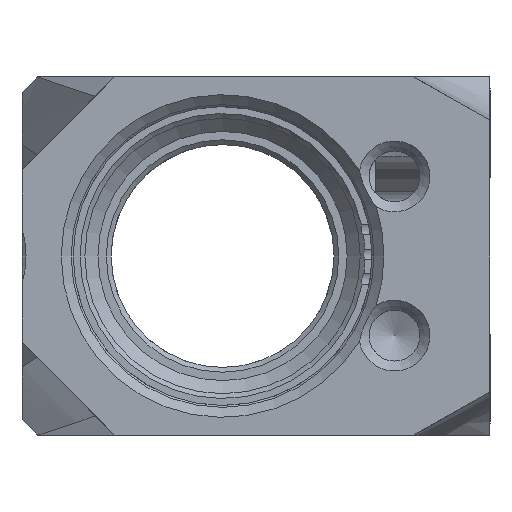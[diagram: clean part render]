
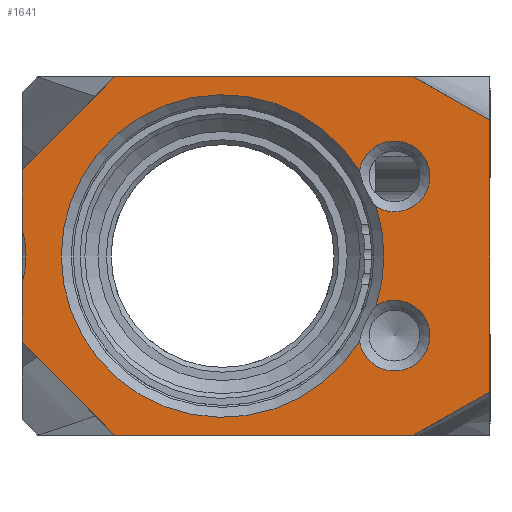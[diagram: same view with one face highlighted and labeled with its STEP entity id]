
A CAD part, left-side view. The second image highlights one B-rep face of the part: STEP entity #1641.
In plain terms, the highlighted planar face has unit normal (-1, 0, 0).
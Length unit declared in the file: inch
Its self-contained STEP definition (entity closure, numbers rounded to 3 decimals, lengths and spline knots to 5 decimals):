
#1418=CARTESIAN_POINT('',(-8.67,0.63,0.08702));
#1419=VERTEX_POINT('',#1418);
#1442=CARTESIAN_POINT('',(-8.67,0.63,-0.08702));
#1443=VERTEX_POINT('',#1442);
#1457=CARTESIAN_POINT('',(-8.67,0.925,0.0));
#1458=DIRECTION('',(1.0,0.0,0.0));
#1459=DIRECTION('',(0.0,0.0,-1.0));
#1460=AXIS2_PLACEMENT_3D('',#1457,#1458,#1459);
#1461=CIRCLE('',#1460,0.30757);
#1462=EDGE_CURVE('',#1419,#1443,#1461,.T.);
#1496=CARTESIAN_POINT('',(-8.67,0.63,-0.27075));
#1497=VERTEX_POINT('',#1496);
#1504=CARTESIAN_POINT('',(-8.67,0.63,-0.27075));
#1505=DIRECTION('',(0.0,0.0,1.0));
#1506=VECTOR('',#1505,0.18373);
#1507=LINE('',#1504,#1506);
#1508=EDGE_CURVE('',#1497,#1443,#1507,.T.);
#1521=CARTESIAN_POINT('',(-8.67,0.63,0.27075));
#1522=VERTEX_POINT('',#1521);
#1523=CARTESIAN_POINT('',(-8.67,0.63,0.08702));
#1524=DIRECTION('',(0.0,0.0,1.0));
#1525=VECTOR('',#1524,0.18373);
#1526=LINE('',#1523,#1525);
#1527=EDGE_CURVE('',#1419,#1522,#1526,.T.);
#1539=CARTESIAN_POINT('',(-8.67,-0.11359,0.));
#1540=DIRECTION('',(1.0,0.0,0.0));
#1541=DIRECTION('',(0.0,0.0,-1.0));
#1542=AXIS2_PLACEMENT_3D('',#1539,#1540,#1541);
#1543=PLANE('',#1542);
#1544=ORIENTED_EDGE('',*,*,#1462,.T.);
#1545=ORIENTED_EDGE('',*,*,#1508,.F.);
#1546=CARTESIAN_POINT('',(-8.67,0.33825,-0.5625));
#1547=VERTEX_POINT('',#1546);
#1548=CARTESIAN_POINT('',(-8.67,0.63,-0.27075));
#1549=DIRECTION('',(0.0,-0.707,-0.707));
#1550=VECTOR('',#1549,0.4126);
#1551=LINE('',#1548,#1550);
#1552=EDGE_CURVE('',#1497,#1547,#1551,.T.);
#1553=ORIENTED_EDGE('',*,*,#1552,.T.);
#1554=CARTESIAN_POINT('',(-8.67,-0.6,-0.5625));
#1555=VERTEX_POINT('',#1554);
#1556=CARTESIAN_POINT('',(-8.67,-0.6,-0.5625));
#1557=DIRECTION('',(0.0,1.0,0.0));
#1558=VECTOR('',#1557,0.93825);
#1559=LINE('',#1556,#1558);
#1560=EDGE_CURVE('',#1555,#1547,#1559,.T.);
#1561=ORIENTED_EDGE('',*,*,#1560,.F.);
#1562=CARTESIAN_POINT('',(-8.67,-0.84,-0.4275));
#1563=VERTEX_POINT('',#1562);
#1564=CARTESIAN_POINT('',(-8.67,-0.6,-0.5625));
#1565=DIRECTION('',(0.0,-0.872,0.49));
#1566=VECTOR('',#1565,0.27536);
#1567=LINE('',#1564,#1566);
#1568=EDGE_CURVE('',#1555,#1563,#1567,.T.);
#1569=ORIENTED_EDGE('',*,*,#1568,.T.);
#1570=CARTESIAN_POINT('',(-8.67,-0.84,0.4275));
#1571=VERTEX_POINT('',#1570);
#1572=CARTESIAN_POINT('',(-8.67,-0.84,0.4275));
#1573=DIRECTION('',(0.0,0.0,-1.0));
#1574=VECTOR('',#1573,0.855);
#1575=LINE('',#1572,#1574);
#1576=EDGE_CURVE('',#1571,#1563,#1575,.T.);
#1577=ORIENTED_EDGE('',*,*,#1576,.F.);
#1578=CARTESIAN_POINT('',(-8.67,-0.6,0.5625));
#1579=VERTEX_POINT('',#1578);
#1580=CARTESIAN_POINT('',(-8.67,-0.84,0.4275));
#1581=DIRECTION('',(0.0,0.872,0.49));
#1582=VECTOR('',#1581,0.27536);
#1583=LINE('',#1580,#1582);
#1584=EDGE_CURVE('',#1571,#1579,#1583,.T.);
#1585=ORIENTED_EDGE('',*,*,#1584,.T.);
#1586=CARTESIAN_POINT('',(-8.67,0.33825,0.5625));
#1587=VERTEX_POINT('',#1586);
#1588=CARTESIAN_POINT('',(-8.67,0.33825,0.5625));
#1589=DIRECTION('',(0.0,-1.0,0.0));
#1590=VECTOR('',#1589,0.93825);
#1591=LINE('',#1588,#1590);
#1592=EDGE_CURVE('',#1587,#1579,#1591,.T.);
#1593=ORIENTED_EDGE('',*,*,#1592,.F.);
#1594=CARTESIAN_POINT('',(-8.67,0.33825,0.5625));
#1595=DIRECTION('',(0.0,0.707,-0.707));
#1596=VECTOR('',#1595,0.4126);
#1597=LINE('',#1594,#1596);
#1598=EDGE_CURVE('',#1587,#1522,#1597,.T.);
#1599=ORIENTED_EDGE('',*,*,#1598,.T.);
#1600=ORIENTED_EDGE('',*,*,#1527,.F.);
#1601=EDGE_LOOP('',(#1544,#1545,#1553,#1561,#1569,#1577,#1585,#1593,#1599,#1600));
#1602=FACE_OUTER_BOUND('',#1601,.T.);
#1603=CARTESIAN_POINT('',(-8.67,-0.48255,-0.15473));
#1604=VERTEX_POINT('',#1603);
#1605=CARTESIAN_POINT('',(-8.67,-0.43019,-0.26783));
#1606=VERTEX_POINT('',#1605);
#1607=CARTESIAN_POINT('',(-8.67,-0.54,-0.25));
#1608=DIRECTION('',(1.0,0.0,0.0));
#1609=DIRECTION('',(0.0,1.0,0.0));
#1610=AXIS2_PLACEMENT_3D('',#1607,#1608,#1609);
#1611=CIRCLE('',#1610,0.11125);
#1612=EDGE_CURVE('',#1604,#1606,#1611,.T.);
#1613=ORIENTED_EDGE('',*,*,#1612,.T.);
#1614=CARTESIAN_POINT('',(-8.67,-0.43019,0.26783));
#1615=VERTEX_POINT('',#1614);
#1616=CARTESIAN_POINT('',(-8.67,0.0,0.0));
#1617=DIRECTION('',(1.0,0.0,0.0));
#1618=DIRECTION('',(0.0,1.0,0.0));
#1619=AXIS2_PLACEMENT_3D('',#1616,#1617,#1618);
#1620=CIRCLE('',#1619,0.50675);
#1621=EDGE_CURVE('',#1606,#1615,#1620,.T.);
#1622=ORIENTED_EDGE('',*,*,#1621,.T.);
#1623=CARTESIAN_POINT('',(-8.67,-0.48255,0.15473));
#1624=VERTEX_POINT('',#1623);
#1625=CARTESIAN_POINT('',(-8.67,-0.54,0.25));
#1626=DIRECTION('',(1.0,0.0,0.0));
#1627=DIRECTION('',(0.0,1.0,0.0));
#1628=AXIS2_PLACEMENT_3D('',#1625,#1626,#1627);
#1629=CIRCLE('',#1628,0.11125);
#1630=EDGE_CURVE('',#1615,#1624,#1629,.T.);
#1631=ORIENTED_EDGE('',*,*,#1630,.T.);
#1632=CARTESIAN_POINT('',(-8.67,0.0,0.0));
#1633=DIRECTION('',(1.0,0.0,0.0));
#1634=DIRECTION('',(0.0,1.0,0.0));
#1635=AXIS2_PLACEMENT_3D('',#1632,#1633,#1634);
#1636=CIRCLE('',#1635,0.50675);
#1637=EDGE_CURVE('',#1624,#1604,#1636,.T.);
#1638=ORIENTED_EDGE('',*,*,#1637,.T.);
#1639=EDGE_LOOP('',(#1613,#1622,#1631,#1638));
#1640=FACE_BOUND('',#1639,.T.);
#1641=ADVANCED_FACE('',(#1602,#1640),#1543,.F.);
